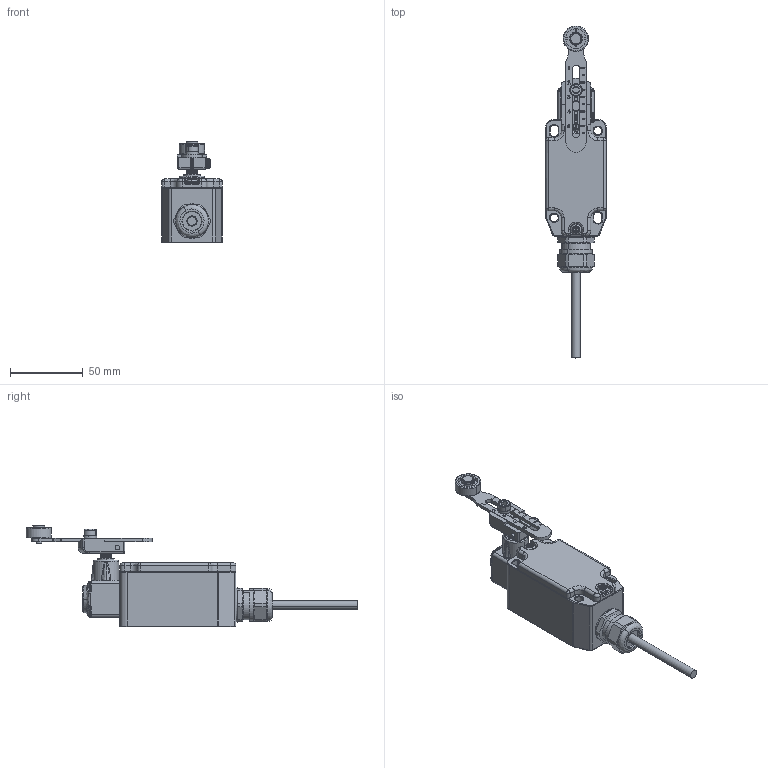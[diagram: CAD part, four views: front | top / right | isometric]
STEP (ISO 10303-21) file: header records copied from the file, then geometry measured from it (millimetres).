
FILE_DESCRIPTION (( 'STEP AP214' ), '1' );
FILE_NAME ('HLM-SS-EX-175315.STEP', '2021-06-09T11:44:04', ( '' ), ( '' ), 'SwSTEP 2.0', 'SolidWorks 2021', '' );
FILE_SCHEMA (( 'AUTOMOTIVE_DESIGN' ));
Length unit declared in the file: inch
Products named in the file (1): HLM-SS-EX-175315
Bounding box: 41.6 x 228.62 x 70 mm (x, y, z)
Volume: 89283.7 mm3; surface area: 62515 mm2
Topology: 23 solids, 23 shells, 3408 faces, 8132 edges, 4817 vertices
Faces by surface type: plane 1019, cone 998, cylinder 850, bspline 537, sphere 4
Entity records: 123379 total; most frequent: CARTESIAN_POINT 49128, ORIENTED_EDGE 16148, DIRECTION 14565, EDGE_CURVE 8074, AXIS2_PLACEMENT_3D 5632, VERTEX_POINT 4817, EDGE_LOOP 3561, FACE_OUTER_BOUND 3408
